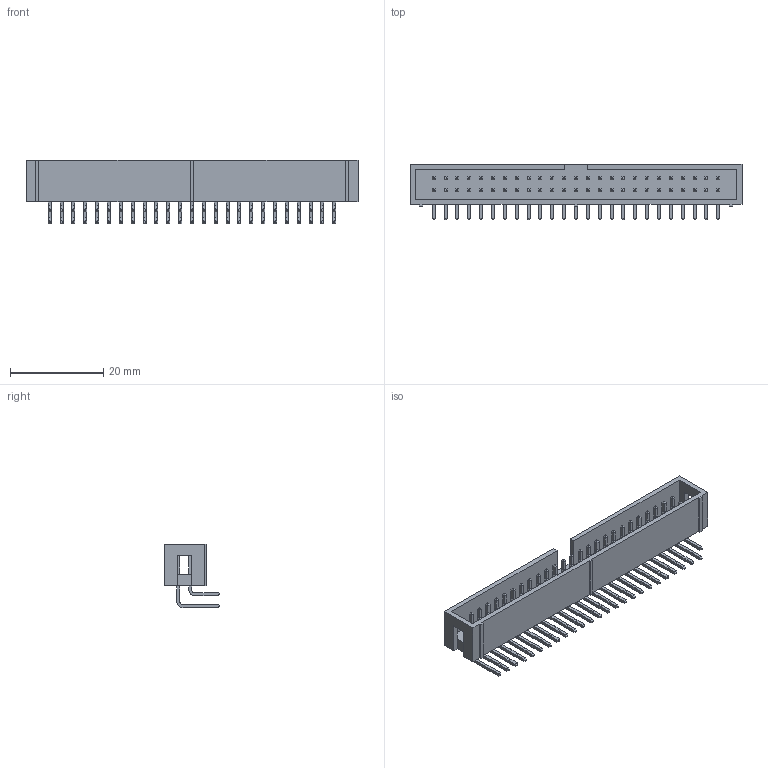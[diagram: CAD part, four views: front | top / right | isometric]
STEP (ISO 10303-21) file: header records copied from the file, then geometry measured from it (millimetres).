
FILE_DESCRIPTION (( 'STEP AP214' ), '1' );
FILE_NAME ('BH-50R.STEP', '2018-01-16T19:18:26', ( 'User' ), ( '' ), 'SwSTEP 2.0', 'SolidWorks 2017', '' );
FILE_SCHEMA (( 'AUTOMOTIVE_DESIGN' ));
Length unit declared in the file: millimetre
Products named in the file (1): BH-50R
Bounding box: 71.1 x 11.9 x 13.56 mm (x, y, z)
Volume: 2854.3 mm3; surface area: 5456.5 mm2
Topology: 1 solids, 1 shells, 1134 faces, 2704 edges, 1668 vertices
Faces by surface type: plane 1034, cylinder 100
Entity records: 43878 total; most frequent: CARTESIAN_POINT 5507, ORIENTED_EDGE 5408, DIRECTION 5174, EDGE_CURVE 2704, LINE 2504, VECTOR 2504, VERTEX_POINT 1668, AXIS2_PLACEMENT_3D 1335
